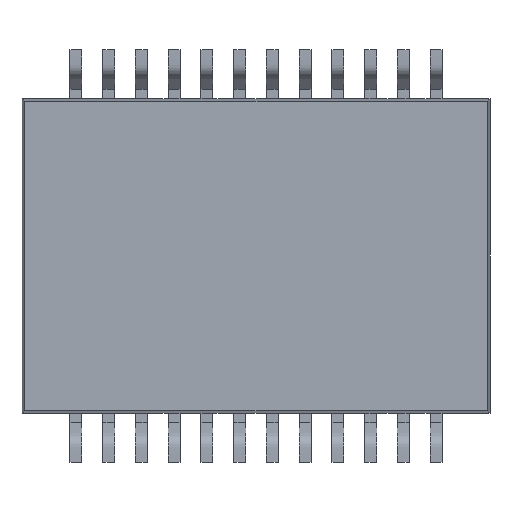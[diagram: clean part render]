
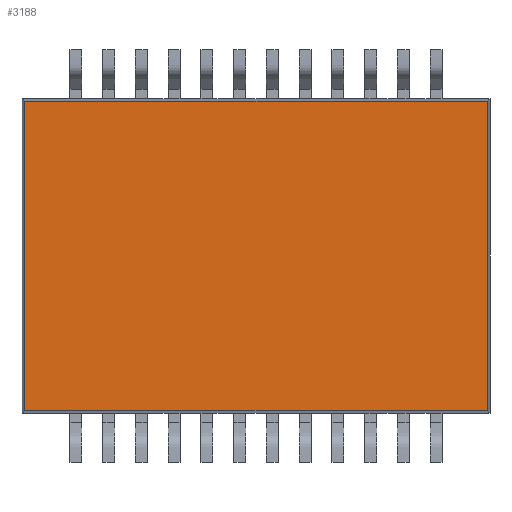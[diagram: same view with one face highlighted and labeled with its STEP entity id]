
A CAD part, front view. The second image highlights one B-rep face of the part: STEP entity #3188.
In plain terms, the highlighted planar face has unit normal (0, -1, 0).
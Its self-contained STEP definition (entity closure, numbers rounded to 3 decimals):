
#117 = AXIS2_PLACEMENT_3D ( 'NONE', #10604, #9468, #17215 ) ;
#172 = CARTESIAN_POINT ( 'NONE',  ( 8.975, 0., -6. ) ) ;
#2455 = VERTEX_POINT ( 'NONE', #172 ) ;
#2644 = VERTEX_POINT ( 'NONE', #18291 ) ;
#3188 = ADVANCED_FACE ( 'NONE', ( #14338 ), #17105, .F. ) ;
#3336 = VECTOR ( 'NONE', #4931, 1000. ) ;
#4931 = DIRECTION ( 'NONE',  ( -1., 0., 0. ) ) ;
#5394 = DIRECTION ( 'NONE',  ( 1., 0., 0. ) ) ;
#5684 = VECTOR ( 'NONE', #5394, 1000. ) ;
#6451 = LINE ( 'NONE', #12665, #19935 ) ;
#7272 = VERTEX_POINT ( 'NONE', #7390 ) ;
#7390 = CARTESIAN_POINT ( 'NONE',  ( -8.975, 0., 6. ) ) ;
#9468 = DIRECTION ( 'NONE',  ( 0., 1., 0. ) ) ;
#9934 = CARTESIAN_POINT ( 'NONE',  ( 8.975, 0., 6. ) ) ;
#10126 = EDGE_CURVE ( 'NONE', #7272, #18550, #15835, .T. ) ;
#10604 = CARTESIAN_POINT ( 'NONE',  ( 0., 0., 0. ) ) ;
#11952 = CARTESIAN_POINT ( 'NONE',  ( -8.975, 0., -6. ) ) ;
#12150 = CARTESIAN_POINT ( 'NONE',  ( -8.975, 0., 6. ) ) ;
#12653 = ORIENTED_EDGE ( 'NONE', *, *, #12864, .T. ) ;
#12665 = CARTESIAN_POINT ( 'NONE',  ( 8.975, 0., -6. ) ) ;
#12864 = EDGE_CURVE ( 'NONE', #18550, #2455, #13957, .T. ) ;
#13176 = LINE ( 'NONE', #9934, #3336 ) ;
#13957 = LINE ( 'NONE', #15603, #5684 ) ;
#14338 = FACE_OUTER_BOUND ( 'NONE', #15964, .T. ) ;
#14508 = ORIENTED_EDGE ( 'NONE', *, *, #18215, .T. ) ;
#14799 = EDGE_CURVE ( 'NONE', #2455, #2644, #6451, .T. ) ;
#15161 = VECTOR ( 'NONE', #17579, 1000. ) ;
#15603 = CARTESIAN_POINT ( 'NONE',  ( -8.975, 0., -6. ) ) ;
#15769 = ORIENTED_EDGE ( 'NONE', *, *, #10126, .T. ) ;
#15835 = LINE ( 'NONE', #12150, #15161 ) ;
#15964 = EDGE_LOOP ( 'NONE', ( #14508, #15769, #12653, #21099 ) ) ;
#16460 = DIRECTION ( 'NONE',  ( 0., 0., 1. ) ) ;
#17105 = PLANE ( 'NONE',  #117 ) ;
#17215 = DIRECTION ( 'NONE',  ( 1., 0., 0. ) ) ;
#17579 = DIRECTION ( 'NONE',  ( 0., 0., -1. ) ) ;
#18215 = EDGE_CURVE ( 'NONE', #2644, #7272, #13176, .T. ) ;
#18291 = CARTESIAN_POINT ( 'NONE',  ( 8.975, 0., 6. ) ) ;
#18550 = VERTEX_POINT ( 'NONE', #11952 ) ;
#19935 = VECTOR ( 'NONE', #16460, 1000. ) ;
#21099 = ORIENTED_EDGE ( 'NONE', *, *, #14799, .T. ) ;
